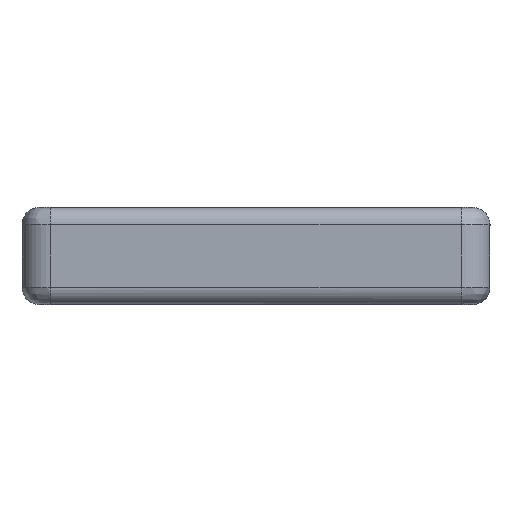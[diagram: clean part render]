
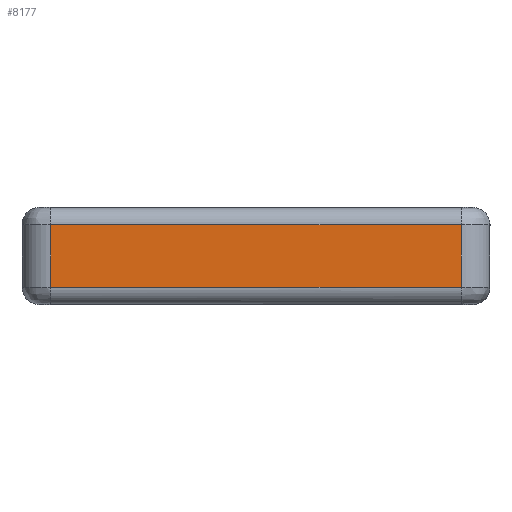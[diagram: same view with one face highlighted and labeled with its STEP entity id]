
A CAD part, left-side view. The second image highlights one B-rep face of the part: STEP entity #8177.
In plain terms, the highlighted planar face has unit normal (-1, 0, 0).
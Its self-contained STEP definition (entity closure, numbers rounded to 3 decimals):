
#137=PLANE('',#8655);
#407=FACE_OUTER_BOUND('',#855,.T.);
#855=EDGE_LOOP('',(#5567,#5568,#5569,#5570));
#1404=LINE('',#12515,#2187);
#1416=LINE('',#12804,#2199);
#1417=LINE('',#12808,#2200);
#1418=LINE('',#12809,#2201);
#2187=VECTOR('',#9565,10.);
#2199=VECTOR('',#9607,10.);
#2200=VECTOR('',#9612,10.);
#2201=VECTOR('',#9613,10.);
#3416=VERTEX_POINT('',#12463);
#3418=VERTEX_POINT('',#12514);
#3432=VERTEX_POINT('',#12803);
#3433=VERTEX_POINT('',#12807);
#4255=EDGE_CURVE('',#3416,#3418,#1404,.T.);
#4280=EDGE_CURVE('',#3432,#3418,#1416,.T.);
#4282=EDGE_CURVE('',#3416,#3433,#1417,.T.);
#4283=EDGE_CURVE('',#3432,#3433,#1418,.T.);
#5567=ORIENTED_EDGE('',*,*,#4255,.F.);
#5568=ORIENTED_EDGE('',*,*,#4282,.T.);
#5569=ORIENTED_EDGE('',*,*,#4283,.F.);
#5570=ORIENTED_EDGE('',*,*,#4280,.T.);
#8177=ADVANCED_FACE('',(#407),#137,.T.);
#8655=AXIS2_PLACEMENT_3D('',#12806,#9610,#9611);
#9565=DIRECTION('',(0.,-1.,0.));
#9607=DIRECTION('',(0.,0.,1.));
#9610=DIRECTION('center_axis',(-1.,0.,0.));
#9611=DIRECTION('ref_axis',(0.,0.,1.));
#9612=DIRECTION('',(0.,0.,-1.));
#9613=DIRECTION('',(0.,1.,0.));
#12463=CARTESIAN_POINT('',(-63.597,20.725,8.05));
#12514=CARTESIAN_POINT('',(-63.598,-20.7,8.05));
#12515=CARTESIAN_POINT('',(-63.599,0.143,8.05));
#12803=CARTESIAN_POINT('',(-63.598,-20.7,1.75));
#12804=CARTESIAN_POINT('',(-63.598,-20.7,0.));
#12806=CARTESIAN_POINT('Origin',(-63.599,0.006,
4.9));
#12807=CARTESIAN_POINT('',(-63.597,20.725,1.75));
#12808=CARTESIAN_POINT('',(-63.597,20.725,0.));
#12809=CARTESIAN_POINT('',(-63.599,0.003,1.75));
